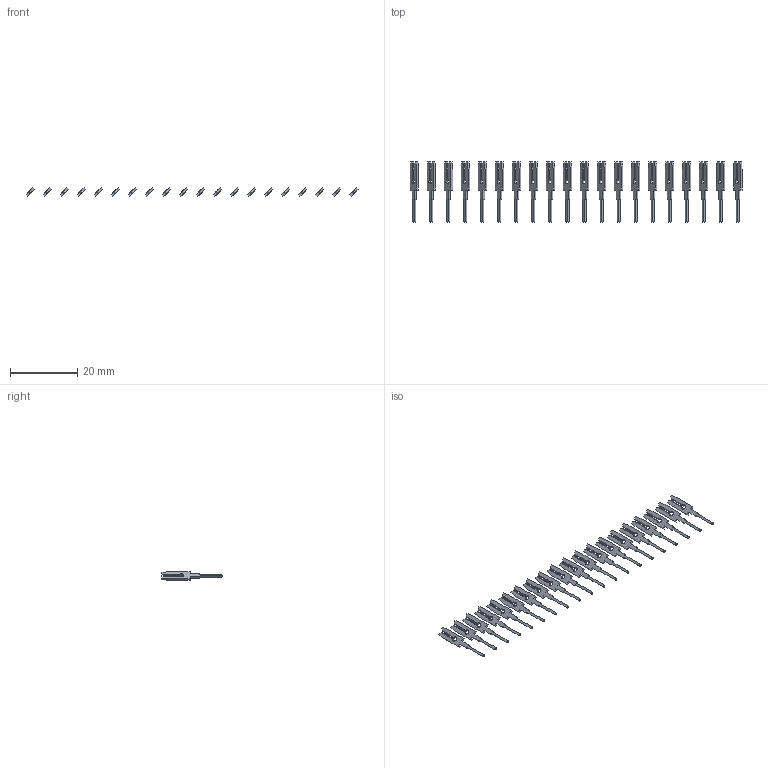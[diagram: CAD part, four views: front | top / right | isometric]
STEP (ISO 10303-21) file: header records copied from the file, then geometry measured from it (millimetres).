
FILE_DESCRIPTION (( 'STEP AP203' ), '1' );
FILE_NAME ('106-020-251-200.STEP', '2020-04-16T18:44:29', ( '' ), ( '' ), 'SwSTEP 2.0', 'SolidWorks 2016', '' );
FILE_SCHEMA (( 'CONFIG_CONTROL_DESIGN' ));
Length unit declared in the file: inch
Products named in the file (2): 100-290-001_100-290-251; 106-020-251-200
Assembly tree (20 placements, depth 2):
  106-020-251-200
    100-290-001_100-290-251  x20
Bounding box: 99.05 x 17.91 x 2.53 mm (x, y, z)
Volume: 365.7 mm3; surface area: 1797.4 mm2
Topology: 20 solids, 20 shells, 560 faces, 1560 edges, 1040 vertices
Faces by surface type: plane 440, cylinder 120
Entity records: 1702 total; most frequent: CARTESIAN_POINT 193, DIRECTION 188, ORIENTED_EDGE 156, EDGE_CURVE 78, AXIS2_PLACEMENT_3D 63, VECTOR 62, LINE 62, VERTEX_POINT 52
